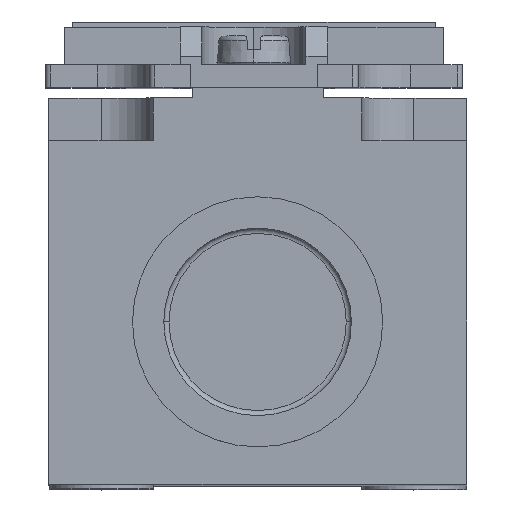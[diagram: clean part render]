
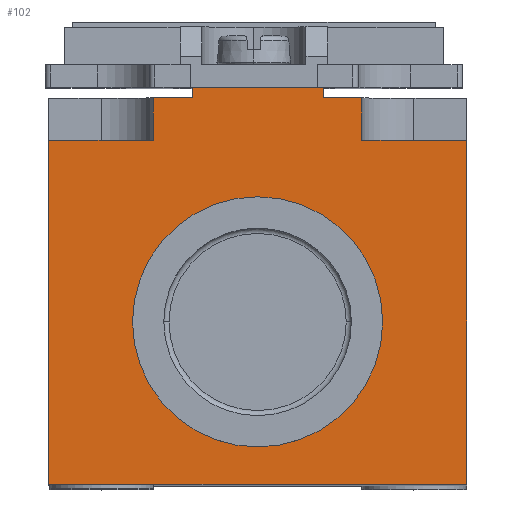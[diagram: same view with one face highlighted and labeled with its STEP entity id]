
A CAD part, top view. The second image highlights one B-rep face of the part: STEP entity #102.
In plain terms, the highlighted planar face has unit normal (0, 0, 1).
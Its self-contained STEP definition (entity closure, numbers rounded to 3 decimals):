
#102=ADVANCED_FACE('',(#551,#552),#553,.F.);
#551=FACE_OUTER_BOUND('',#1489,.T.);
#552=FACE_BOUND('',#1490,.T.);
#553=PLANE('',#1491);
#1489=EDGE_LOOP('',(#3533,#3534,#3535,#3536,#3537,#3538,#3539,#3540,#3541,#3542,#3543,#3544));
#1490=EDGE_LOOP('',(#3545,#3546));
#1491=AXIS2_PLACEMENT_3D('',#3547,#3548,#3549);
#3533=ORIENTED_EDGE('',*,*,#7135,.T.);
#3534=ORIENTED_EDGE('',*,*,#7136,.F.);
#3535=ORIENTED_EDGE('',*,*,#7137,.F.);
#3536=ORIENTED_EDGE('',*,*,#7138,.F.);
#3537=ORIENTED_EDGE('',*,*,#7139,.F.);
#3538=ORIENTED_EDGE('',*,*,#7140,.F.);
#3539=ORIENTED_EDGE('',*,*,#7141,.F.);
#3540=ORIENTED_EDGE('',*,*,#7142,.T.);
#3541=ORIENTED_EDGE('',*,*,#7143,.T.);
#3542=ORIENTED_EDGE('',*,*,#7144,.F.);
#3543=ORIENTED_EDGE('',*,*,#7145,.F.);
#3544=ORIENTED_EDGE('',*,*,#7146,.T.);
#3545=ORIENTED_EDGE('',*,*,#7147,.F.);
#3546=ORIENTED_EDGE('',*,*,#7148,.F.);
#3547=CARTESIAN_POINT('',(0.0,0.0,0.0));
#3548=DIRECTION('',(0.0,0.0,-1.0));
#3549=DIRECTION('',(0.0,-1.0,0.0));
#7135=EDGE_CURVE('',#8307,#8308,#8309,.T.);
#7136=EDGE_CURVE('',#8310,#8308,#8311,.T.);
#7137=EDGE_CURVE('',#8312,#8310,#8313,.T.);
#7138=EDGE_CURVE('',#8314,#8312,#8315,.T.);
#7139=EDGE_CURVE('',#8316,#8314,#8317,.T.);
#7140=EDGE_CURVE('',#8318,#8316,#8319,.T.);
#7141=EDGE_CURVE('',#8320,#8318,#8321,.T.);
#7142=EDGE_CURVE('',#8320,#8322,#8323,.T.);
#7143=EDGE_CURVE('',#8322,#8324,#8325,.T.);
#7144=EDGE_CURVE('',#8326,#8324,#8327,.T.);
#7145=EDGE_CURVE('',#8328,#8326,#8329,.T.);
#7146=EDGE_CURVE('',#8328,#8307,#8330,.T.);
#7147=EDGE_CURVE('',#8331,#8332,#8333,.T.);
#7148=EDGE_CURVE('',#8332,#8331,#8334,.T.);
#8307=VERTEX_POINT('',#10223);
#8308=VERTEX_POINT('',#10224);
#8309=LINE('',#10225,#10226);
#8310=VERTEX_POINT('',#10227);
#8311=LINE('',#10228,#10229);
#8312=VERTEX_POINT('',#10230);
#8313=LINE('',#10231,#10232);
#8314=VERTEX_POINT('',#10233);
#8315=LINE('',#10234,#10235);
#8316=VERTEX_POINT('',#10236);
#8317=LINE('',#10237,#10238);
#8318=VERTEX_POINT('',#10239);
#8319=LINE('',#10240,#10241);
#8320=VERTEX_POINT('',#10242);
#8321=LINE('',#10243,#10244);
#8322=VERTEX_POINT('',#10245);
#8323=LINE('',#10246,#10247);
#8324=VERTEX_POINT('',#10248);
#8325=LINE('',#10249,#10250);
#8326=VERTEX_POINT('',#10251);
#8327=LINE('',#10252,#10253);
#8328=VERTEX_POINT('',#10254);
#8329=LINE('',#10255,#10256);
#8330=LINE('',#10257,#10258);
#8331=VERTEX_POINT('',#10259);
#8332=VERTEX_POINT('',#10260);
#8333=CIRCLE('',#10261,10.265);
#8334=CIRCLE('',#10262,10.265);
#10223=CARTESIAN_POINT('',(-10.0,37.5,0.0));
#10224=CARTESIAN_POINT('',(-10.0,33.4,0.0));
#10225=CARTESIAN_POINT('',(-10.0,37.5,0.0));
#10226=VECTOR('',#13659,4.1);
#10227=CARTESIAN_POINT('',(-20.05,33.4,0.0));
#10228=CARTESIAN_POINT('',(-20.05,33.4,0.0));
#10229=VECTOR('',#13660,10.05);
#10230=CARTESIAN_POINT('',(-20.05,0.4,0.0));
#10231=CARTESIAN_POINT('',(-20.05,0.4,0.0));
#10232=VECTOR('',#13661,33.0);
#10233=CARTESIAN_POINT('',(20.05,0.4,0.0));
#10234=CARTESIAN_POINT('',(20.05,0.4,0.0));
#10235=VECTOR('',#13662,40.1);
#10236=CARTESIAN_POINT('',(20.05,33.4,0.0));
#10237=CARTESIAN_POINT('',(20.05,33.4,0.0));
#10238=VECTOR('',#13663,33.0);
#10239=CARTESIAN_POINT('',(10.0,33.4,0.0));
#10240=CARTESIAN_POINT('',(10.0,33.4,0.0));
#10241=VECTOR('',#13664,10.05);
#10242=CARTESIAN_POINT('',(10.0,37.5,0.0));
#10243=CARTESIAN_POINT('',(10.0,37.5,0.0));
#10244=VECTOR('',#13665,4.1);
#10245=CARTESIAN_POINT('',(6.275,37.5,0.0));
#10246=CARTESIAN_POINT('',(10.0,37.5,0.0));
#10247=VECTOR('',#13666,3.725);
#10248=CARTESIAN_POINT('',(6.275,38.5,0.0));
#10249=CARTESIAN_POINT('',(6.275,37.5,0.0));
#10250=VECTOR('',#13667,1.0);
#10251=CARTESIAN_POINT('',(-6.275,38.5,0.0));
#10252=CARTESIAN_POINT('',(-6.275,38.5,0.0));
#10253=VECTOR('',#13668,12.55);
#10254=CARTESIAN_POINT('',(-6.275,37.5,0.0));
#10255=CARTESIAN_POINT('',(-6.275,37.5,0.0));
#10256=VECTOR('',#13669,1.0);
#10257=CARTESIAN_POINT('',(-6.275,37.5,0.0));
#10258=VECTOR('',#13670,3.725);
#10259=CARTESIAN_POINT('',(-10.265,16.0,0.0));
#10260=CARTESIAN_POINT('',(10.265,16.0,0.0));
#10261=AXIS2_PLACEMENT_3D('',#13671,#13672,#13673);
#10262=AXIS2_PLACEMENT_3D('',#13674,#13675,#13676);
#13659=DIRECTION('',(0.0,-1.0,0.0));
#13660=DIRECTION('',(1.0,0.0,0.0));
#13661=DIRECTION('',(0.0,1.0,0.0));
#13662=DIRECTION('',(-1.0,0.0,0.0));
#13663=DIRECTION('',(0.0,-1.0,0.0));
#13664=DIRECTION('',(1.0,0.0,0.0));
#13665=DIRECTION('',(0.0,-1.0,0.0));
#13666=DIRECTION('',(-1.0,0.0,0.0));
#13667=DIRECTION('',(0.0,1.0,0.0));
#13668=DIRECTION('',(1.0,0.0,0.0));
#13669=DIRECTION('',(0.0,1.0,0.0));
#13670=DIRECTION('',(-1.0,0.0,0.0));
#13671=CARTESIAN_POINT('',(0.0,16.0,0.0));
#13672=DIRECTION('',(0.0,0.0,1.0));
#13673=DIRECTION('',(-1.0,0.0,0.0));
#13674=CARTESIAN_POINT('',(0.0,16.0,0.0));
#13675=DIRECTION('',(0.0,0.0,1.0));
#13676=DIRECTION('',(1.0,0.0,0.0));
